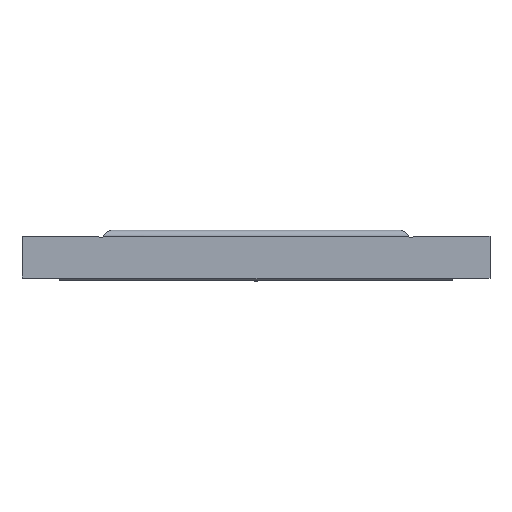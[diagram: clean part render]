
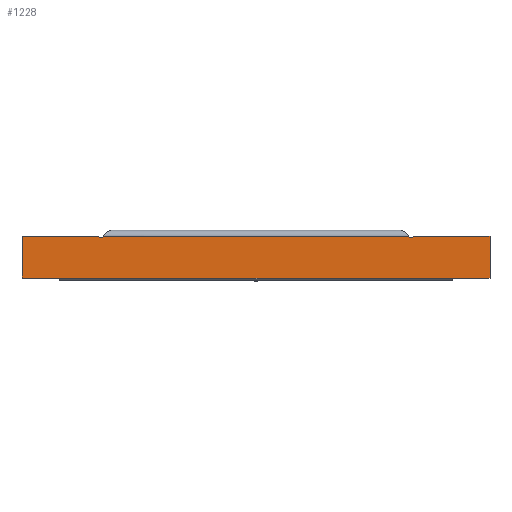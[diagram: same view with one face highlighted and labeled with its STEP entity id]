
A CAD part, top view. The second image highlights one B-rep face of the part: STEP entity #1228.
In plain terms, the highlighted face is planar.
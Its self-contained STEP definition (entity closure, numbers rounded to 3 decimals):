
#22 = VERTEX_POINT ( 'NONE', #82 ) ;
#56 = VERTEX_POINT ( 'NONE', #264 ) ;
#82 = CARTESIAN_POINT ( 'NONE',  ( -28.5, 56.5, 302. ) ) ;
#83 = EDGE_CURVE ( 'NONE', #2255, #125, #1961, .T. ) ;
#85 = FACE_OUTER_BOUND ( 'NONE', #187, .T. ) ;
#96 = VERTEX_POINT ( 'NONE', #404 ) ;
#113 = DIRECTION ( 'NONE',  ( 0., 1., 0. ) ) ;
#125 = VERTEX_POINT ( 'NONE', #794 ) ;
#129 = EDGE_CURVE ( 'NONE', #2468, #556, #1294, .T. ) ;
#137 = CARTESIAN_POINT ( 'NONE',  ( -28.5, 2.5, -253. ) ) ;
#158 = EDGE_CURVE ( 'NONE', #2056, #22, #1026, .T. ) ;
#176 = AXIS2_PLACEMENT_3D ( 'NONE', #1698, #1731, #2455 ) ;
#187 = EDGE_LOOP ( 'NONE', ( #1576, #494, #1834, #1996, #1802, #1423, #2326, #1932, #251, #1234, #1359, #815, #778, #1037 ) ) ;
#240 = DIRECTION ( 'NONE',  ( 0., -0.707, -0.707 ) ) ;
#250 = VERTEX_POINT ( 'NONE', #1696 ) ;
#251 = ORIENTED_EDGE ( 'NONE', *, *, #2117, .F. ) ;
#264 = CARTESIAN_POINT ( 'NONE',  ( -28.5, 56.5, 197.172 ) ) ;
#361 = LINE ( 'NONE', #1468, #1845 ) ;
#370 = VECTOR ( 'NONE', #1522, 1000. ) ;
#404 = CARTESIAN_POINT ( 'NONE',  ( -28.5, 2.5, -302. ) ) ;
#427 = LINE ( 'NONE', #1688, #1378 ) ;
#482 = DIRECTION ( 'NONE',  ( 0., 0., -1. ) ) ;
#494 = ORIENTED_EDGE ( 'NONE', *, *, #699, .F. ) ;
#555 = AXIS2_PLACEMENT_3D ( 'NONE', #991, #998, #1015 ) ;
#556 = VERTEX_POINT ( 'NONE', #989 ) ;
#593 = LINE ( 'NONE', #809, #1483 ) ;
#658 = VECTOR ( 'NONE', #2012, 1000. ) ;
#699 = EDGE_CURVE ( 'NONE', #2056, #2492, #1172, .T. ) ;
#755 = CARTESIAN_POINT ( 'NONE',  ( -28.5, 0., 302. ) ) ;
#757 = VECTOR ( 'NONE', #113, 1000. ) ;
#759 = EDGE_CURVE ( 'NONE', #2388, #96, #947, .T. ) ;
#778 = ORIENTED_EDGE ( 'NONE', *, *, #1371, .F. ) ;
#794 = CARTESIAN_POINT ( 'NONE',  ( -28.5, 56.5, -302. ) ) ;
#801 = LINE ( 'NONE', #1387, #1774 ) ;
#808 = EDGE_CURVE ( 'NONE', #56, #1102, #361, .T. ) ;
#809 = CARTESIAN_POINT ( 'NONE',  ( -28.5, 81.699, -171.972 ) ) ;
#815 = ORIENTED_EDGE ( 'NONE', *, *, #83, .T. ) ;
#877 = PLANE ( 'NONE',  #2003 ) ;
#887 = DIRECTION ( 'NONE',  ( -1., 0., 0. ) ) ;
#894 = DIRECTION ( 'NONE',  ( 0., 0., 1. ) ) ;
#907 = DIRECTION ( 'NONE',  ( 0., 1., 0. ) ) ;
#947 = LINE ( 'NONE', #2088, #2041 ) ;
#948 = CARTESIAN_POINT ( 'NONE',  ( -28.5, 55.086, 198.586 ) ) ;
#968 = CARTESIAN_POINT ( 'NONE',  ( -28.5, 55.086, 201.414 ) ) ;
#982 = CARTESIAN_POINT ( 'NONE',  ( -28.5, 56.5, 302. ) ) ;
#989 = CARTESIAN_POINT ( 'NONE',  ( -28.5, 55.086, -198.586 ) ) ;
#991 = CARTESIAN_POINT ( 'NONE',  ( -28.5, 56.5, -200. ) ) ;
#998 = DIRECTION ( 'NONE',  ( -1., 0., 0. ) ) ;
#999 = VECTOR ( 'NONE', #1477, 1000. ) ;
#1015 = DIRECTION ( 'NONE',  ( 0., 0., 1. ) ) ;
#1026 = LINE ( 'NONE', #2467, #2018 ) ;
#1037 = ORIENTED_EDGE ( 'NONE', *, *, #759, .F. ) ;
#1076 = CARTESIAN_POINT ( 'NONE',  ( -28.5, 2.5, 253. ) ) ;
#1089 = EDGE_CURVE ( 'NONE', #1418, #1410, #1351, .T. ) ;
#1102 = VERTEX_POINT ( 'NONE', #2285 ) ;
#1172 = LINE ( 'NONE', #2217, #2107 ) ;
#1228 = ADVANCED_FACE ( 'NONE', ( #85 ), #877, .T. ) ;
#1232 = DIRECTION ( 'NONE',  ( 0., 0., -1. ) ) ;
#1234 = ORIENTED_EDGE ( 'NONE', *, *, #129, .F. ) ;
#1262 = EDGE_CURVE ( 'NONE', #22, #250, #2495, .T. ) ;
#1264 = DIRECTION ( 'NONE',  ( 0., 0., -1. ) ) ;
#1278 = EDGE_CURVE ( 'NONE', #2255, #2468, #427, .T. ) ;
#1294 = CIRCLE ( 'NONE', #555, 2. ) ;
#1351 = CIRCLE ( 'NONE', #176, 2. ) ;
#1359 = ORIENTED_EDGE ( 'NONE', *, *, #1278, .F. ) ;
#1371 = EDGE_CURVE ( 'NONE', #96, #125, #2319, .T. ) ;
#1378 = VECTOR ( 'NONE', #1750, 1000. ) ;
#1387 = CARTESIAN_POINT ( 'NONE',  ( -28.5, 55.086, 201.414 ) ) ;
#1410 = VERTEX_POINT ( 'NONE', #948 ) ;
#1414 = VECTOR ( 'NONE', #482, 1000. ) ;
#1418 = VERTEX_POINT ( 'NONE', #968 ) ;
#1419 = CARTESIAN_POINT ( 'NONE',  ( -28.5, 2.5, 302. ) ) ;
#1423 = ORIENTED_EDGE ( 'NONE', *, *, #1089, .T. ) ;
#1468 = CARTESIAN_POINT ( 'NONE',  ( -28.5, 56.5, 302. ) ) ;
#1477 = DIRECTION ( 'NONE',  ( 0., 0., -1. ) ) ;
#1483 = VECTOR ( 'NONE', #2174, 1000. ) ;
#1492 = CARTESIAN_POINT ( 'NONE',  ( -28.5, 56.5, 302. ) ) ;
#1522 = DIRECTION ( 'NONE',  ( 0., 0.707, -0.707 ) ) ;
#1576 = ORIENTED_EDGE ( 'NONE', *, *, #1753, .F. ) ;
#1642 = CARTESIAN_POINT ( 'NONE',  ( -28.5, 56.5, -202.828 ) ) ;
#1688 = CARTESIAN_POINT ( 'NONE',  ( -28.5, 55.086, -201.414 ) ) ;
#1696 = CARTESIAN_POINT ( 'NONE',  ( -28.5, 56.5, 202.828 ) ) ;
#1698 = CARTESIAN_POINT ( 'NONE',  ( -28.5, 56.5, 200. ) ) ;
#1731 = DIRECTION ( 'NONE',  ( 1., 0., 0. ) ) ;
#1750 = DIRECTION ( 'NONE',  ( 0., -0.707, 0.707 ) ) ;
#1753 = EDGE_CURVE ( 'NONE', #2492, #2388, #2210, .T. ) ;
#1774 = VECTOR ( 'NONE', #240, 1000. ) ;
#1802 = ORIENTED_EDGE ( 'NONE', *, *, #2203, .T. ) ;
#1834 = ORIENTED_EDGE ( 'NONE', *, *, #158, .T. ) ;
#1845 = VECTOR ( 'NONE', #1264, 1000. ) ;
#1881 = DIRECTION ( 'NONE',  ( 0., 0., -1. ) ) ;
#1931 = CARTESIAN_POINT ( 'NONE',  ( -28.5, 2.5, 302. ) ) ;
#1932 = ORIENTED_EDGE ( 'NONE', *, *, #808, .T. ) ;
#1961 = LINE ( 'NONE', #982, #1414 ) ;
#1996 = ORIENTED_EDGE ( 'NONE', *, *, #1262, .T. ) ;
#2003 = AXIS2_PLACEMENT_3D ( 'NONE', #755, #887, #894 ) ;
#2012 = DIRECTION ( 'NONE',  ( 0., 0., -1. ) ) ;
#2018 = VECTOR ( 'NONE', #907, 1000. ) ;
#2031 = EDGE_CURVE ( 'NONE', #1410, #56, #2344, .T. ) ;
#2041 = VECTOR ( 'NONE', #1881, 1000. ) ;
#2056 = VERTEX_POINT ( 'NONE', #1931 ) ;
#2088 = CARTESIAN_POINT ( 'NONE',  ( -28.5, 2.5, 302. ) ) ;
#2107 = VECTOR ( 'NONE', #1232, 1000. ) ;
#2117 = EDGE_CURVE ( 'NONE', #556, #1102, #593, .T. ) ;
#2174 = DIRECTION ( 'NONE',  ( 0., 0.707, 0.707 ) ) ;
#2203 = EDGE_CURVE ( 'NONE', #250, #1418, #801, .T. ) ;
#2210 = LINE ( 'NONE', #1419, #658 ) ;
#2217 = CARTESIAN_POINT ( 'NONE',  ( -28.5, 2.5, 302. ) ) ;
#2255 = VERTEX_POINT ( 'NONE', #1642 ) ;
#2285 = CARTESIAN_POINT ( 'NONE',  ( -28.5, 56.5, -197.172 ) ) ;
#2319 = LINE ( 'NONE', #2435, #757 ) ;
#2326 = ORIENTED_EDGE ( 'NONE', *, *, #2031, .T. ) ;
#2344 = LINE ( 'NONE', #2504, #370 ) ;
#2388 = VERTEX_POINT ( 'NONE', #137 ) ;
#2435 = CARTESIAN_POINT ( 'NONE',  ( -28.5, 0., -302. ) ) ;
#2455 = DIRECTION ( 'NONE',  ( 0., 0., 1. ) ) ;
#2467 = CARTESIAN_POINT ( 'NONE',  ( -28.5, 0., 302. ) ) ;
#2468 = VERTEX_POINT ( 'NONE', #2499 ) ;
#2492 = VERTEX_POINT ( 'NONE', #1076 ) ;
#2495 = LINE ( 'NONE', #1492, #999 ) ;
#2499 = CARTESIAN_POINT ( 'NONE',  ( -28.5, 55.086, -201.414 ) ) ;
#2504 = CARTESIAN_POINT ( 'NONE',  ( -28.5, 81.699, 171.972 ) ) ;
